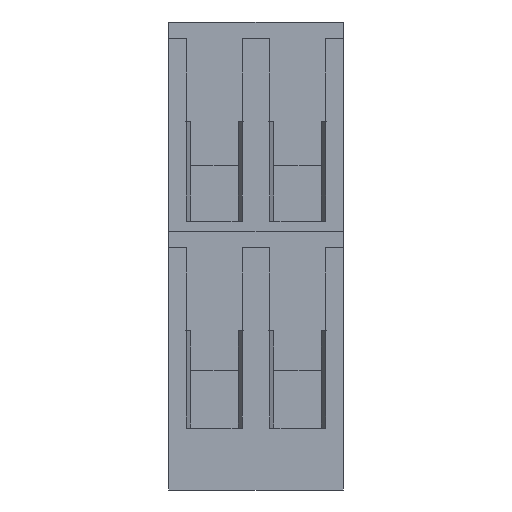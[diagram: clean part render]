
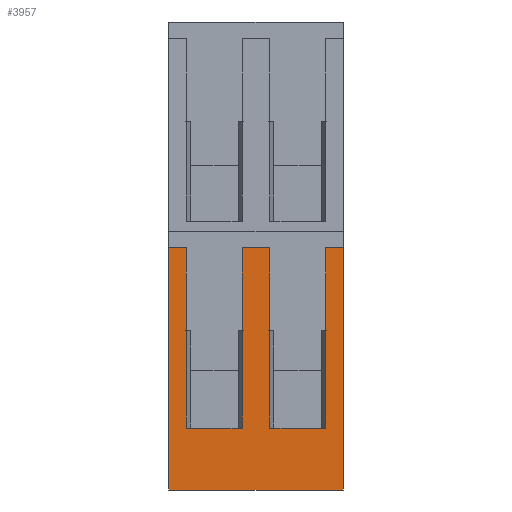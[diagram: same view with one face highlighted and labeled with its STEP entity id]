
A CAD part, front view. The second image highlights one B-rep face of the part: STEP entity #3957.
In plain terms, the highlighted planar face has unit normal (0, -1, 0).
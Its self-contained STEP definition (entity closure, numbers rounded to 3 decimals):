
#3850=AXIS2_PLACEMENT_3D('Plane Axis2P3D',#3847,#3848,#3849) ;
#1621=CARTESIAN_POINT('Vertex',(15.8,0.,21.9)) ;
#1624=CARTESIAN_POINT('Line Origine',(15.8,0.,10.95)) ;
#1628=CARTESIAN_POINT('Vertex',(15.8,0.,0.)) ;
#1985=CARTESIAN_POINT('Vertex',(0.,0.,0.)) ;
#1988=CARTESIAN_POINT('Line Origine',(0.,0.,10.95)) ;
#1992=CARTESIAN_POINT('Vertex',(0.,0.,21.9)) ;
#3821=CARTESIAN_POINT('Line Origine',(15.,0.,21.9)) ;
#3825=CARTESIAN_POINT('Vertex',(14.2,0.,21.9)) ;
#3847=CARTESIAN_POINT('Axis2P3D Location',(15.8,0.,0.)) ;
#3852=CARTESIAN_POINT('Line Origine',(0.8,0.,21.9)) ;
#3856=CARTESIAN_POINT('Vertex',(1.6,0.,21.9)) ;
#3859=CARTESIAN_POINT('Line Origine',(7.9,0.,0.)) ;
#3864=CARTESIAN_POINT('Line Origine',(14.2,0.,18.15)) ;
#3868=CARTESIAN_POINT('Vertex',(14.2,0.,14.4)) ;
#3871=CARTESIAN_POINT('Line Origine',(14.2,0.,10.)) ;
#3875=CARTESIAN_POINT('Vertex',(14.2,0.,5.6)) ;
#3878=CARTESIAN_POINT('Line Origine',(11.675,0.,5.6)) ;
#3882=CARTESIAN_POINT('Vertex',(9.15,0.,5.6)) ;
#3885=CARTESIAN_POINT('Line Origine',(9.15,0.,10.)) ;
#3889=CARTESIAN_POINT('Vertex',(9.15,0.,14.4)) ;
#3892=CARTESIAN_POINT('Line Origine',(9.15,0.,18.15)) ;
#3896=CARTESIAN_POINT('Vertex',(9.15,0.,21.9)) ;
#3899=CARTESIAN_POINT('Line Origine',(7.9,0.,21.9)) ;
#3903=CARTESIAN_POINT('Vertex',(6.65,0.,21.9)) ;
#3906=CARTESIAN_POINT('Line Origine',(6.65,0.,18.15)) ;
#3910=CARTESIAN_POINT('Vertex',(6.65,0.,14.4)) ;
#3913=CARTESIAN_POINT('Line Origine',(6.65,0.,10.)) ;
#3917=CARTESIAN_POINT('Vertex',(6.65,0.,5.6)) ;
#3920=CARTESIAN_POINT('Line Origine',(4.125,0.,5.6)) ;
#3924=CARTESIAN_POINT('Vertex',(1.6,0.,5.6)) ;
#3927=CARTESIAN_POINT('Line Origine',(1.6,0.,10.)) ;
#3931=CARTESIAN_POINT('Vertex',(1.6,0.,14.4)) ;
#3934=CARTESIAN_POINT('Line Origine',(1.6,0.,18.15)) ;
#1625=DIRECTION('Vector Direction',(0.,0.,1.)) ;
#1989=DIRECTION('Vector Direction',(0.,0.,1.)) ;
#3822=DIRECTION('Vector Direction',(-1.,0.,0.)) ;
#3848=DIRECTION('Axis2P3D Direction',(0.,-1.,0.)) ;
#3849=DIRECTION('Axis2P3D XDirection',(0.,0.,1.)) ;
#3853=DIRECTION('Vector Direction',(-1.,0.,0.)) ;
#3860=DIRECTION('Vector Direction',(-1.,0.,0.)) ;
#3865=DIRECTION('Vector Direction',(0.,0.,-1.)) ;
#3872=DIRECTION('Vector Direction',(0.,0.,-1.)) ;
#3879=DIRECTION('Vector Direction',(-1.,0.,0.)) ;
#3886=DIRECTION('Vector Direction',(0.,0.,-1.)) ;
#3893=DIRECTION('Vector Direction',(0.,0.,-1.)) ;
#3900=DIRECTION('Vector Direction',(-1.,0.,0.)) ;
#3907=DIRECTION('Vector Direction',(0.,0.,-1.)) ;
#3914=DIRECTION('Vector Direction',(0.,0.,-1.)) ;
#3921=DIRECTION('Vector Direction',(-1.,0.,0.)) ;
#3928=DIRECTION('Vector Direction',(0.,0.,-1.)) ;
#3935=DIRECTION('Vector Direction',(0.,0.,-1.)) ;
#1626=VECTOR('Line Direction',#1625,1.) ;
#1990=VECTOR('Line Direction',#1989,1.) ;
#3823=VECTOR('Line Direction',#3822,1.) ;
#3854=VECTOR('Line Direction',#3853,1.) ;
#3861=VECTOR('Line Direction',#3860,1.) ;
#3866=VECTOR('Line Direction',#3865,1.) ;
#3873=VECTOR('Line Direction',#3872,1.) ;
#3880=VECTOR('Line Direction',#3879,1.) ;
#3887=VECTOR('Line Direction',#3886,1.) ;
#3894=VECTOR('Line Direction',#3893,1.) ;
#3901=VECTOR('Line Direction',#3900,1.) ;
#3908=VECTOR('Line Direction',#3907,1.) ;
#3915=VECTOR('Line Direction',#3914,1.) ;
#3922=VECTOR('Line Direction',#3921,1.) ;
#3929=VECTOR('Line Direction',#3928,1.) ;
#3936=VECTOR('Line Direction',#3935,1.) ;
#3940=ORIENTED_EDGE('',*,*,#3858,.T.) ;
#3941=ORIENTED_EDGE('',*,*,#1994,.F.) ;
#3942=ORIENTED_EDGE('',*,*,#3863,.F.) ;
#3943=ORIENTED_EDGE('',*,*,#1630,.T.) ;
#3944=ORIENTED_EDGE('',*,*,#3827,.T.) ;
#3945=ORIENTED_EDGE('',*,*,#3870,.T.) ;
#3946=ORIENTED_EDGE('',*,*,#3877,.T.) ;
#3947=ORIENTED_EDGE('',*,*,#3884,.F.) ;
#3948=ORIENTED_EDGE('',*,*,#3891,.F.) ;
#3949=ORIENTED_EDGE('',*,*,#3898,.F.) ;
#3950=ORIENTED_EDGE('',*,*,#3905,.T.) ;
#3951=ORIENTED_EDGE('',*,*,#3912,.T.) ;
#3952=ORIENTED_EDGE('',*,*,#3919,.T.) ;
#3953=ORIENTED_EDGE('',*,*,#3926,.F.) ;
#3954=ORIENTED_EDGE('',*,*,#3933,.F.) ;
#3955=ORIENTED_EDGE('',*,*,#3938,.F.) ;
#3957=ADVANCED_FACE('SOCKEL',(#3956),#3851,.T.) ;
#1630=EDGE_CURVE('',#1629,#1622,#1627,.T.) ;
#1994=EDGE_CURVE('',#1986,#1993,#1991,.T.) ;
#3827=EDGE_CURVE('',#1622,#3826,#3824,.T.) ;
#3858=EDGE_CURVE('',#3857,#1993,#3855,.T.) ;
#3863=EDGE_CURVE('',#1629,#1986,#3862,.T.) ;
#3870=EDGE_CURVE('',#3826,#3869,#3867,.T.) ;
#3877=EDGE_CURVE('',#3869,#3876,#3874,.T.) ;
#3884=EDGE_CURVE('',#3883,#3876,#3881,.F.) ;
#3891=EDGE_CURVE('',#3890,#3883,#3888,.T.) ;
#3898=EDGE_CURVE('',#3897,#3890,#3895,.T.) ;
#3905=EDGE_CURVE('',#3897,#3904,#3902,.T.) ;
#3912=EDGE_CURVE('',#3904,#3911,#3909,.T.) ;
#3919=EDGE_CURVE('',#3911,#3918,#3916,.T.) ;
#3926=EDGE_CURVE('',#3925,#3918,#3923,.F.) ;
#3933=EDGE_CURVE('',#3932,#3925,#3930,.T.) ;
#3938=EDGE_CURVE('',#3857,#3932,#3937,.T.) ;
#3939=EDGE_LOOP('',(#3940,#3941,#3942,#3943,#3944,#3945,#3946,#3947,#3948,#3949,#3950,#3951,#3952,#3953,#3954,#3955)) ;
#3956=FACE_OUTER_BOUND('',#3939,.T.) ;
#1627=LINE('Line',#1624,#1626) ;
#1991=LINE('Line',#1988,#1990) ;
#3824=LINE('Line',#3821,#3823) ;
#3855=LINE('Line',#3852,#3854) ;
#3862=LINE('Line',#3859,#3861) ;
#3867=LINE('Line',#3864,#3866) ;
#3874=LINE('Line',#3871,#3873) ;
#3881=LINE('Line',#3878,#3880) ;
#3888=LINE('Line',#3885,#3887) ;
#3895=LINE('Line',#3892,#3894) ;
#3902=LINE('Line',#3899,#3901) ;
#3909=LINE('Line',#3906,#3908) ;
#3916=LINE('Line',#3913,#3915) ;
#3923=LINE('Line',#3920,#3922) ;
#3930=LINE('Line',#3927,#3929) ;
#3937=LINE('Line',#3934,#3936) ;
#3851=PLANE('',#3850) ;
#1622=VERTEX_POINT('',#1621) ;
#1629=VERTEX_POINT('',#1628) ;
#1986=VERTEX_POINT('',#1985) ;
#1993=VERTEX_POINT('',#1992) ;
#3826=VERTEX_POINT('',#3825) ;
#3857=VERTEX_POINT('',#3856) ;
#3869=VERTEX_POINT('',#3868) ;
#3876=VERTEX_POINT('',#3875) ;
#3883=VERTEX_POINT('',#3882) ;
#3890=VERTEX_POINT('',#3889) ;
#3897=VERTEX_POINT('',#3896) ;
#3904=VERTEX_POINT('',#3903) ;
#3911=VERTEX_POINT('',#3910) ;
#3918=VERTEX_POINT('',#3917) ;
#3925=VERTEX_POINT('',#3924) ;
#3932=VERTEX_POINT('',#3931) ;
